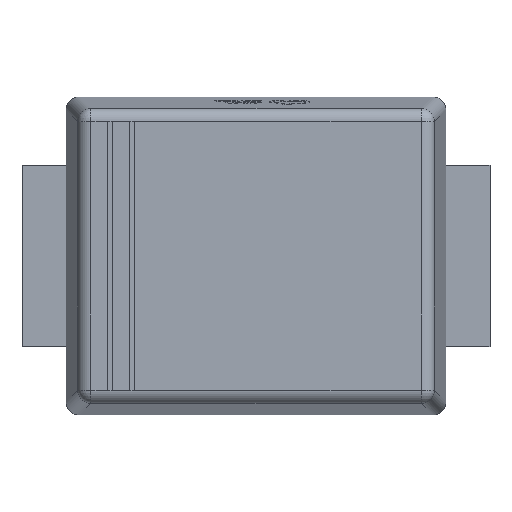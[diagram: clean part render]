
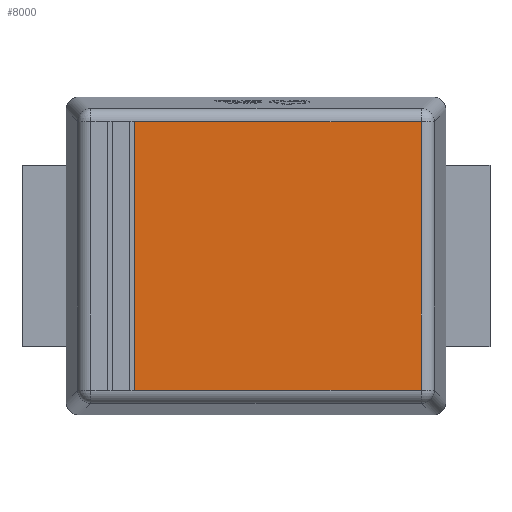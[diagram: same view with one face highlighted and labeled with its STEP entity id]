
A CAD part, top view. The second image highlights one B-rep face of the part: STEP entity #8000.
In plain terms, the highlighted planar face has unit normal (0, 0, 1).
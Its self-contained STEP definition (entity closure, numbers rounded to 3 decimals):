
#409 = LINE ( 'NONE', #8758, #2231 ) ;
#562 = AXIS2_PLACEMENT_3D ( 'NONE', #12937, #6582, #2647 ) ;
#1543 = CARTESIAN_POINT ( 'NONE',  ( -1.376, -1.521, 1.2 ) ) ;
#1637 = FACE_OUTER_BOUND ( 'NONE', #9828, .T. ) ;
#1788 = CARTESIAN_POINT ( 'NONE',  ( -1.376, 1.521, 1.2 ) ) ;
#2231 = VECTOR ( 'NONE', #3534, 1000. ) ;
#2290 = CARTESIAN_POINT ( 'NONE',  ( 0., 1.521, 1.2 ) ) ;
#2576 = ORIENTED_EDGE ( 'NONE', *, *, #10480, .T. ) ;
#2647 = DIRECTION ( 'NONE',  ( 1., 0., 0. ) ) ;
#3534 = DIRECTION ( 'NONE',  ( 0., 1., 0. ) ) ;
#3747 = VERTEX_POINT ( 'NONE', #11024 ) ;
#4803 = DIRECTION ( 'NONE',  ( -1., 0., 0. ) ) ;
#6099 = LINE ( 'NONE', #8015, #8586 ) ;
#6144 = CARTESIAN_POINT ( 'NONE',  ( 1.871, -1.521, 1.2 ) ) ;
#6582 = DIRECTION ( 'NONE',  ( 0., 0., 1. ) ) ;
#6698 = ORIENTED_EDGE ( 'NONE', *, *, #8135, .T. ) ;
#6701 = VERTEX_POINT ( 'NONE', #1543 ) ;
#7098 = VERTEX_POINT ( 'NONE', #1788 ) ;
#8000 = ADVANCED_FACE ( 'NONE', ( #1637 ), #11955, .T. ) ;
#8015 = CARTESIAN_POINT ( 'NONE',  ( -1.376, 2.019, 1.2 ) ) ;
#8135 = EDGE_CURVE ( 'NONE', #6701, #8496, #12447, .T. ) ;
#8147 = DIRECTION ( 'NONE',  ( 0., 1., 0. ) ) ;
#8496 = VERTEX_POINT ( 'NONE', #6144 ) ;
#8586 = VECTOR ( 'NONE', #8147, 1000. ) ;
#8727 = VECTOR ( 'NONE', #4803, 1000. ) ;
#8758 = CARTESIAN_POINT ( 'NONE',  ( 1.871, 0., 1.2 ) ) ;
#9828 = EDGE_LOOP ( 'NONE', ( #11909, #6698, #10175, #2576 ) ) ;
#10037 = EDGE_CURVE ( 'NONE', #8496, #3747, #409, .T. ) ;
#10175 = ORIENTED_EDGE ( 'NONE', *, *, #10037, .T. ) ;
#10391 = DIRECTION ( 'NONE',  ( 1., 0., 0. ) ) ;
#10480 = EDGE_CURVE ( 'NONE', #3747, #7098, #11611, .T. ) ;
#11024 = CARTESIAN_POINT ( 'NONE',  ( 1.871, 1.521, 1.2 ) ) ;
#11486 = EDGE_CURVE ( 'NONE', #6701, #7098, #6099, .T. ) ;
#11558 = CARTESIAN_POINT ( 'NONE',  ( 0., -1.521, 1.2 ) ) ;
#11611 = LINE ( 'NONE', #2290, #8727 ) ;
#11909 = ORIENTED_EDGE ( 'NONE', *, *, #11486, .F. ) ;
#11955 = PLANE ( 'NONE',  #562 ) ;
#12447 = LINE ( 'NONE', #11558, #12729 ) ;
#12729 = VECTOR ( 'NONE', #10391, 1000. ) ;
#12937 = CARTESIAN_POINT ( 'NONE',  ( 0., 0., 1.2 ) ) ;
